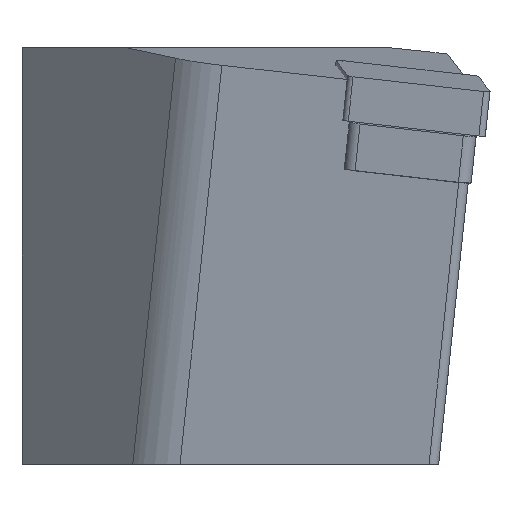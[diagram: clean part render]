
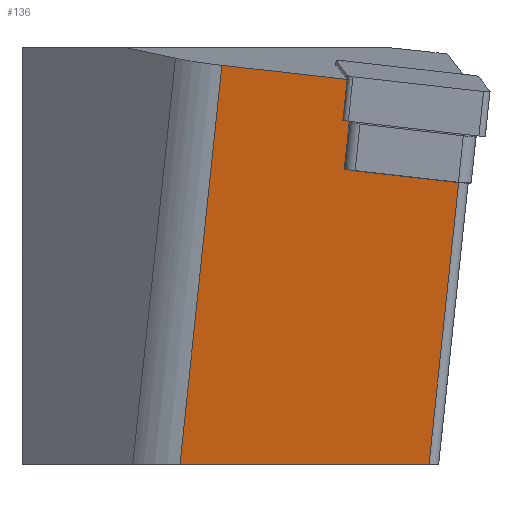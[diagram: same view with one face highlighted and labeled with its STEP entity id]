
A CAD part, left-side view. The second image highlights one B-rep face of the part: STEP entity #136.
In plain terms, the highlighted planar face has unit normal (-0.992, 0.087, -0.096).
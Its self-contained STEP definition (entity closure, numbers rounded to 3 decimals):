
#136=ADVANCED_FACE('',(#204),#174,.F.);
#174=PLANE('',#835);
#204=FACE_OUTER_BOUND('',#243,.T.);
#243=EDGE_LOOP('',(#483,#484,#485,#486,#487,#488,#489));
#286=LINE('',#1117,#365);
#294=LINE('',#1135,#373);
#308=LINE('',#1165,#387);
#310=LINE('',#1171,#389);
#311=LINE('',#1173,#390);
#312=LINE('',#1175,#391);
#313=LINE('',#1176,#392);
#365=VECTOR('',#907,1.);
#373=VECTOR('',#919,1.);
#387=VECTOR('',#943,1.);
#389=VECTOR('',#949,1.);
#390=VECTOR('',#950,1.);
#391=VECTOR('',#951,1.);
#392=VECTOR('',#952,1.);
#483=ORIENTED_EDGE('',*,*,#741,.F.);
#484=ORIENTED_EDGE('',*,*,#714,.T.);
#485=ORIENTED_EDGE('',*,*,#723,.F.);
#486=ORIENTED_EDGE('',*,*,#742,.T.);
#487=ORIENTED_EDGE('',*,*,#743,.F.);
#488=ORIENTED_EDGE('',*,*,#738,.T.);
#489=ORIENTED_EDGE('',*,*,#744,.F.);
#645=VERTEX_POINT('',#1116);
#646=VERTEX_POINT('',#1118);
#653=VERTEX_POINT('',#1134);
#663=VERTEX_POINT('',#1163);
#665=VERTEX_POINT('',#1166);
#667=VERTEX_POINT('',#1172);
#668=VERTEX_POINT('',#1174);
#714=EDGE_CURVE('',#646,#645,#286,.T.);
#723=EDGE_CURVE('',#653,#645,#294,.T.);
#738=EDGE_CURVE('',#665,#663,#308,.T.);
#741=EDGE_CURVE('',#646,#667,#310,.T.);
#742=EDGE_CURVE('',#653,#668,#311,.T.);
#743=EDGE_CURVE('',#665,#668,#312,.T.);
#744=EDGE_CURVE('',#667,#663,#313,.T.);
#835=AXIS2_PLACEMENT_3D('',#1177,#953,#954);
#907=DIRECTION('',(-0.105,-0.104,0.989));
#919=DIRECTION('',(-0.076,-0.991,-0.112));
#943=DIRECTION('',(-0.105,-0.104,0.989));
#949=DIRECTION('',(-0.076,-0.991,-0.112));
#950=DIRECTION('',(0.105,0.104,-0.989));
#951=DIRECTION('',(0.087,0.996,0.));
#952=DIRECTION('',(-0.076,-0.991,-0.112));
#953=DIRECTION('',(0.992,-0.087,0.096));
#954=DIRECTION('',(0.096,0.,-0.995));
#1116=CARTESIAN_POINT('',(1.442,-22.339,0.812));
#1117=CARTESIAN_POINT('',(1.03,-22.749,4.709));
#1118=CARTESIAN_POINT('',(2.075,-21.709,-5.182));
#1134=CARTESIAN_POINT('',(2.124,-13.437,1.82));
#1135=CARTESIAN_POINT('',(0.857,-29.981,-0.053));
#1163=CARTESIAN_POINT('',(1.49,-29.351,-6.047));
#1165=CARTESIAN_POINT('',(5.006,-25.854,-39.319));
#1166=CARTESIAN_POINT('',(3.493,-27.359,-25.));
#1171=CARTESIAN_POINT('',(1.49,-29.351,-6.047));
#1172=CARTESIAN_POINT('',(2.062,-21.885,-5.202));
#1173=CARTESIAN_POINT('',(6.273,-9.31,-37.447));
#1174=CARTESIAN_POINT('',(4.958,-10.618,-25.));
#1175=CARTESIAN_POINT('',(3.635,-25.734,-25.));
#1176=CARTESIAN_POINT('',(1.49,-29.351,-6.047));
#1177=CARTESIAN_POINT('',(5.006,-25.854,-39.319));
